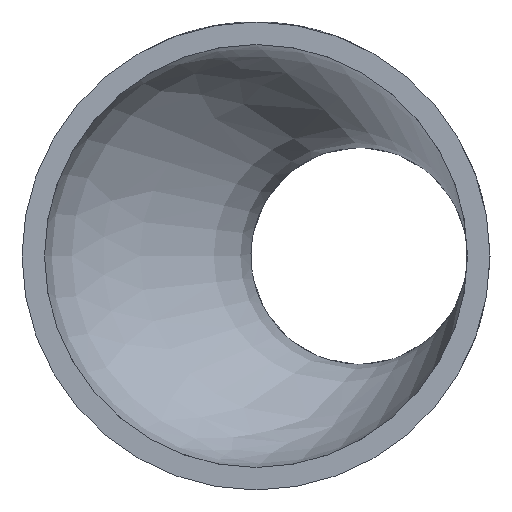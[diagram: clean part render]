
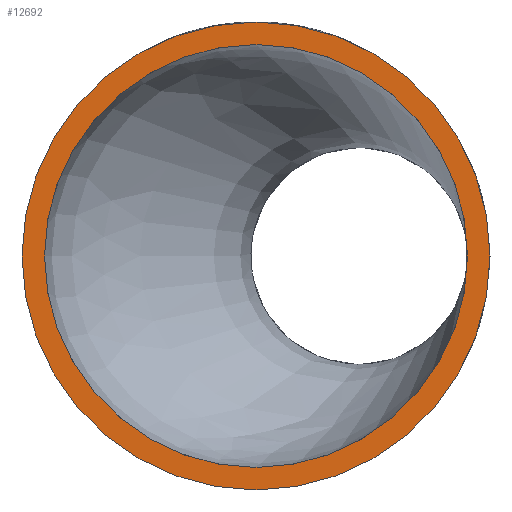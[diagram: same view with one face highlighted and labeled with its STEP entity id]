
A CAD part, left-side view. The second image highlights one B-rep face of the part: STEP entity #12692.
In plain terms, the highlighted planar face has unit normal (-1, 0, 0).
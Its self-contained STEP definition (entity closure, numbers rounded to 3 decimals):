
#302 = FACE_BOUND ( 'NONE', #5735, .T. ) ;
#371 = DIRECTION ( 'NONE',  ( -1., 0., 0. ) ) ;
#526 = EDGE_CURVE ( 'NONE', #13088, #13088, #1212, .T. ) ;
#603 = CARTESIAN_POINT ( 'NONE',  ( 0., 0., 30.15 ) ) ;
#1212 = CIRCLE ( 'NONE', #11390, 30.15 ) ;
#5633 = DIRECTION ( 'NONE',  ( 0., 0., 1. ) ) ;
#5735 = EDGE_LOOP ( 'NONE', ( #13811 ) ) ;
#5891 = AXIS2_PLACEMENT_3D ( 'NONE', #17282, #11330, #8939 ) ;
#6125 = EDGE_LOOP ( 'NONE', ( #15828 ) ) ;
#7276 = CARTESIAN_POINT ( 'NONE',  ( 0., 0., 0. ) ) ;
#8011 = AXIS2_PLACEMENT_3D ( 'NONE', #7276, #371, #5633 ) ;
#8939 = DIRECTION ( 'NONE',  ( 0., 0., 1. ) ) ;
#11330 = DIRECTION ( 'NONE',  ( -1., 0., 0. ) ) ;
#11390 = AXIS2_PLACEMENT_3D ( 'NONE', #14865, #15050, #13515 ) ;
#11707 = PLANE ( 'NONE',  #5891 ) ;
#12119 = CIRCLE ( 'NONE', #8011, 27.25 ) ;
#12692 = ADVANCED_FACE ( 'NONE', ( #302, #14241 ), #11707, .T. ) ;
#13088 = VERTEX_POINT ( 'NONE', #603 ) ;
#13515 = DIRECTION ( 'NONE',  ( 0., 0., 1. ) ) ;
#13811 = ORIENTED_EDGE ( 'NONE', *, *, #17265, .F. ) ;
#14241 = FACE_OUTER_BOUND ( 'NONE', #6125, .T. ) ;
#14727 = CARTESIAN_POINT ( 'NONE',  ( 0., 0., 27.25 ) ) ;
#14865 = CARTESIAN_POINT ( 'NONE',  ( 0., 0., 0. ) ) ;
#15050 = DIRECTION ( 'NONE',  ( -1., 0., 0. ) ) ;
#15828 = ORIENTED_EDGE ( 'NONE', *, *, #526, .T. ) ;
#16102 = VERTEX_POINT ( 'NONE', #14727 ) ;
#17265 = EDGE_CURVE ( 'NONE', #16102, #16102, #12119, .T. ) ;
#17282 = CARTESIAN_POINT ( 'NONE',  ( 0., 0., 0. ) ) ;
